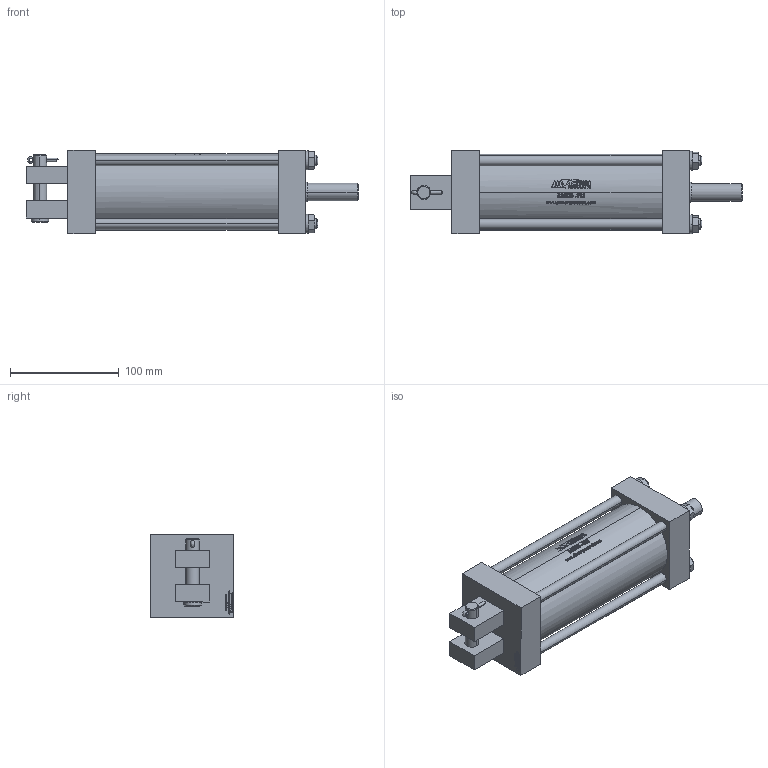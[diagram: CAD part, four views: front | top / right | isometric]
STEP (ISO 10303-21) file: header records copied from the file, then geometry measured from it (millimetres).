
FILE_DESCRIPTION (( 'STEP AP214' ), '1' );
FILE_NAME ('B3000-425-CYLINDER-2.50-X-4.13-STROKE-DOUBLE-ACTING.STEP', '2021-07-30T14:19:10', ( '' ), ( '' ), 'SwSTEP 2.0', 'SolidWorks 2018', '' );
FILE_SCHEMA (( 'AUTOMOTIVE_DESIGN' ));
Length unit declared in the file: inch
Products named in the file (1): B3000-425-CYLINDER-2.50-X-4.13-STROKE-DOUBLE-ACTING
Bounding box: 304.71 x 77.09 x 76.39 mm (x, y, z)
Volume: 1042752.6 mm3; surface area: 104062.1 mm2
Topology: 1 solids, 1 shells, 1514 faces, 3990 edges, 2638 vertices
Faces by surface type: plane 733, bspline 562, cylinder 140, cone 79
Entity records: 83639 total; most frequent: CARTESIAN_POINT 48130, ORIENTED_EDGE 7980, DIRECTION 4917, EDGE_CURVE 3990, VERTEX_POINT 2638, LINE 2161, VECTOR 2161, EDGE_LOOP 1690
